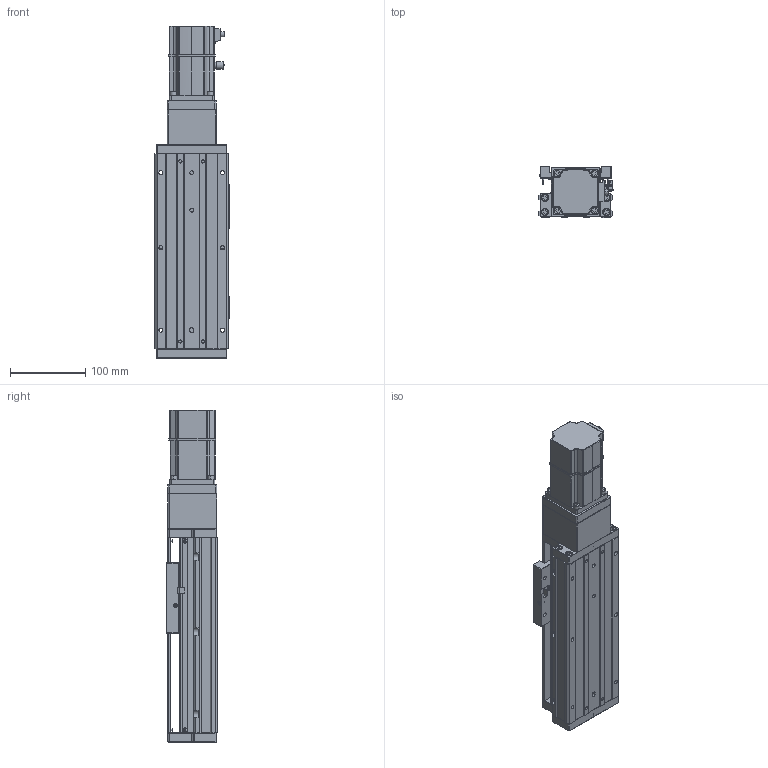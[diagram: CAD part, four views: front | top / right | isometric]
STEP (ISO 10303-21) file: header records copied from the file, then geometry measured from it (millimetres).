
FILE_DESCRIPTION (( 'STEP AP203' ), '1' );
FILE_NAME ('KTHA100-100-BC-M20-C4L.step', '2022-04-26T01:42:50', ( '微软用户' ), ( '微软中国' ), 'SwSTEP 2.0', 'SolidWorks 2020', '' );
FILE_SCHEMA (( 'CONFIG_CONTROL_DESIGN' ));
Length unit declared in the file: millimetre
Products named in the file (18): KTHA100-100-BC-M20-C4L; GB¨uT 70.2-M3¡Á5_M3¡Á6; CTHA60-016; EE_SX911P_R; GBT 70.3-M3℅6; CTHA60-017; _X2_4E0983F1_X0_200W_1; KTHA100-001_260; CTHA60-021; CTHA86-013; KTHA100-002; GBT77-2000 M3×3; CTHA86-027; KTHA100-004; GBT 70.1-M3℅6; CTHA86-006-1_CTHA86-006-2; KTHA100-005; GBT70.1 M5℅16
Assembly tree (56 placements, depth 2):
  KTHA100-100-BC-M20-C4L
    KTHA100-001_260
    KTHA100-002
    KTHA100-004
    KTHA100-005
    GB¨uT 70.2-M3¡Á5_M3¡Á6  x6
    EE_SX911P_R  x3
    CTHA60-017  x3
    CTHA60-021  x2
    GBT77-2000 M3×3  x6
    GBT 70.1-M3℅6  x6
    GBT70.1 M5℅16  x14
    CTHA60-016  x2
    GBT 70.3-M3℅6  x6
    _X2_4E0983F1_X0_200W_1
    CTHA86-013
    CTHA86-027
    CTHA86-006-1_CTHA86-006-2
Bounding box: 98.82 x 68 x 442.5 mm (x, y, z)
Volume: 1745371.4 mm3; surface area: 310658.1 mm2
Topology: 59 solids, 59 shells, 2307 faces, 5464 edges, 3364 vertices
Faces by surface type: plane 1167, cylinder 631, cone 320, torus 104, bspline 69, sphere 16
Entity records: 38368 total; most frequent: CARTESIAN_POINT 7415, DIRECTION 5999, ORIENTED_EDGE 5696, EDGE_CURVE 2848, AXIS2_PLACEMENT_3D 2120, VERTEX_POINT 1782, LINE 1759, VECTOR 1759
